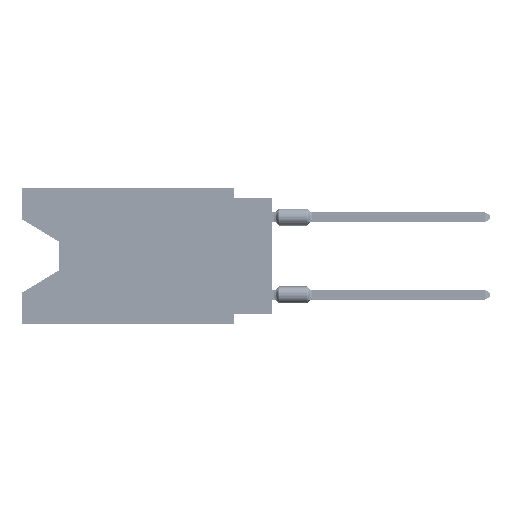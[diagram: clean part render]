
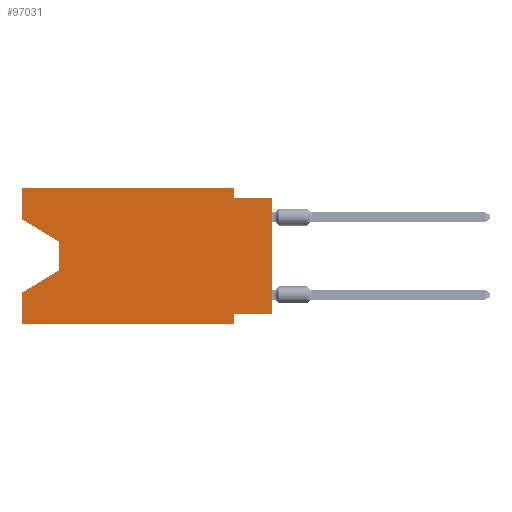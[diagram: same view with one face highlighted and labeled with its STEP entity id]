
A CAD part, left-side view. The second image highlights one B-rep face of the part: STEP entity #97031.
In plain terms, the highlighted planar face has unit normal (-1, 0, 0).
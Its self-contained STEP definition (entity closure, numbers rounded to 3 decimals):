
#481 = DIRECTION ( 'NONE',  ( 0., -0.855, -0.519 ) ) ;
#1366 = DIRECTION ( 'NONE',  ( 0., -1., 0. ) ) ;
#2716 = ORIENTED_EDGE ( 'NONE', *, *, #73997, .F. ) ;
#4512 = EDGE_CURVE ( 'NONE', #47579, #62648, #81653, .T. ) ;
#4660 = EDGE_CURVE ( 'NONE', #91149, #77249, #50970, .T. ) ;
#4783 = EDGE_CURVE ( 'NONE', #90663, #47579, #64684, .T. ) ;
#4793 = VECTOR ( 'NONE', #21606, 1000. ) ;
#4909 = LINE ( 'NONE', #50489, #4793 ) ;
#6600 = DIRECTION ( 'NONE',  ( 0., 0., -1. ) ) ;
#7058 = CARTESIAN_POINT ( 'NONE',  ( 0., 16.383, -6.852 ) ) ;
#7604 = CARTESIAN_POINT ( 'NONE',  ( 0., 16.383, 0. ) ) ;
#8812 = VECTOR ( 'NONE', #1366, 1000. ) ;
#9561 = ORIENTED_EDGE ( 'NONE', *, *, #4512, .F. ) ;
#10049 = CARTESIAN_POINT ( 'NONE',  ( 0., 13.97, -3.505 ) ) ;
#12469 = CARTESIAN_POINT ( 'NONE',  ( 0., 16.383, 0. ) ) ;
#12692 = FACE_OUTER_BOUND ( 'NONE', #28322, .T. ) ;
#13204 = VECTOR ( 'NONE', #41381, 1000. ) ;
#15705 = AXIS2_PLACEMENT_3D ( 'NONE', #74505, #59294, #6600 ) ;
#16672 = DIRECTION ( 'NONE',  ( 0., 0., 1. ) ) ;
#17188 = DIRECTION ( 'NONE',  ( 0., -1., 0. ) ) ;
#17683 = VECTOR ( 'NONE', #44826, 1000. ) ;
#18087 = EDGE_CURVE ( 'NONE', #24965, #61870, #47584, .T. ) ;
#18456 = CARTESIAN_POINT ( 'NONE',  ( 0., 0., -0.635 ) ) ;
#19972 = CARTESIAN_POINT ( 'NONE',  ( 0., 2.54, 0. ) ) ;
#20853 = EDGE_CURVE ( 'NONE', #77249, #67952, #59041, .T. ) ;
#21606 = DIRECTION ( 'NONE',  ( 0., 0., 1. ) ) ;
#24965 = VERTEX_POINT ( 'NONE', #62248 ) ;
#25680 = DIRECTION ( 'NONE',  ( 0., 1., 0. ) ) ;
#27833 = VECTOR ( 'NONE', #64171, 1000. ) ;
#28095 = EDGE_CURVE ( 'NONE', #65740, #67952, #57218, .T. ) ;
#28322 = EDGE_LOOP ( 'NONE', ( #76062, #66020, #92407, #43469, #95367, #83808, #70708, #94524, #2716, #9561, #47956, #31729 ) ) ;
#31729 = ORIENTED_EDGE ( 'NONE', *, *, #72767, .F. ) ;
#31871 = LINE ( 'NONE', #77984, #54733 ) ;
#34795 = CARTESIAN_POINT ( 'NONE',  ( 0., 0., -8.255 ) ) ;
#36566 = VERTEX_POINT ( 'NONE', #41915 ) ;
#39192 = EDGE_CURVE ( 'NONE', #54260, #24965, #40946, .T. ) ;
#40111 = CARTESIAN_POINT ( 'NONE',  ( 0., 16.383, -8.89 ) ) ;
#40686 = VECTOR ( 'NONE', #25680, 1000. ) ;
#40946 = LINE ( 'NONE', #10049, #45294 ) ;
#41381 = DIRECTION ( 'NONE',  ( 0., -1., 0. ) ) ;
#41915 = CARTESIAN_POINT ( 'NONE',  ( 0., 0., -0.635 ) ) ;
#41974 = VECTOR ( 'NONE', #16672, 1000. ) ;
#43469 = ORIENTED_EDGE ( 'NONE', *, *, #45189, .F. ) ;
#44780 = VERTEX_POINT ( 'NONE', #84030 ) ;
#44826 = DIRECTION ( 'NONE',  ( 0., 0., -1. ) ) ;
#45189 = EDGE_CURVE ( 'NONE', #65740, #61870, #4909, .T. ) ;
#45294 = VECTOR ( 'NONE', #81478, 1000. ) ;
#47579 = VERTEX_POINT ( 'NONE', #19972 ) ;
#47584 = LINE ( 'NONE', #55702, #62518 ) ;
#47956 = ORIENTED_EDGE ( 'NONE', *, *, #4783, .F. ) ;
#49039 = EDGE_CURVE ( 'NONE', #91149, #36566, #50983, .T. ) ;
#50489 = CARTESIAN_POINT ( 'NONE',  ( 0., 16.383, 0. ) ) ;
#50970 = LINE ( 'NONE', #34795, #40686 ) ;
#50983 = LINE ( 'NONE', #81904, #52315 ) ;
#52315 = VECTOR ( 'NONE', #58119, 1000. ) ;
#54260 = VERTEX_POINT ( 'NONE', #98403 ) ;
#54733 = VECTOR ( 'NONE', #481, 1000. ) ;
#55702 = CARTESIAN_POINT ( 'NONE',  ( 0., 13.97, -5.385 ) ) ;
#56208 = CARTESIAN_POINT ( 'NONE',  ( 0., 16.383, -8.89 ) ) ;
#57218 = LINE ( 'NONE', #56208, #90603 ) ;
#58119 = DIRECTION ( 'NONE',  ( 0., 0., 1. ) ) ;
#59041 = LINE ( 'NONE', #89425, #17683 ) ;
#59294 = DIRECTION ( 'NONE',  ( 1., 0., 0. ) ) ;
#60830 = CARTESIAN_POINT ( 'NONE',  ( 0., 2.54, 0. ) ) ;
#61693 = LINE ( 'NONE', #18456, #8812 ) ;
#61811 = DIRECTION ( 'NONE',  ( 0., 0.855, -0.519 ) ) ;
#61870 = VERTEX_POINT ( 'NONE', #7058 ) ;
#62248 = CARTESIAN_POINT ( 'NONE',  ( 0., 13.97, -5.385 ) ) ;
#62518 = VECTOR ( 'NONE', #61811, 1000. ) ;
#62648 = VERTEX_POINT ( 'NONE', #81335 ) ;
#64171 = DIRECTION ( 'NONE',  ( 0., 0., -1. ) ) ;
#64214 = CARTESIAN_POINT ( 'NONE',  ( 0., 16.383, 0. ) ) ;
#64684 = LINE ( 'NONE', #12469, #13204 ) ;
#65740 = VERTEX_POINT ( 'NONE', #40111 ) ;
#66020 = ORIENTED_EDGE ( 'NONE', *, *, #39192, .T. ) ;
#67952 = VERTEX_POINT ( 'NONE', #73896 ) ;
#70708 = ORIENTED_EDGE ( 'NONE', *, *, #4660, .F. ) ;
#72522 = CARTESIAN_POINT ( 'NONE',  ( 0., 2.54, -8.255 ) ) ;
#72669 = EDGE_CURVE ( 'NONE', #44780, #54260, #31871, .T. ) ;
#72767 = EDGE_CURVE ( 'NONE', #44780, #90663, #77006, .T. ) ;
#73896 = CARTESIAN_POINT ( 'NONE',  ( 0., 2.54, -8.89 ) ) ;
#73997 = EDGE_CURVE ( 'NONE', #62648, #36566, #61693, .T. ) ;
#74505 = CARTESIAN_POINT ( 'NONE',  ( 0., 16.383, 0. ) ) ;
#76004 = PLANE ( 'NONE',  #15705 ) ;
#76062 = ORIENTED_EDGE ( 'NONE', *, *, #72669, .T. ) ;
#77006 = LINE ( 'NONE', #7604, #41974 ) ;
#77249 = VERTEX_POINT ( 'NONE', #72522 ) ;
#77984 = CARTESIAN_POINT ( 'NONE',  ( 0., 16.383, -2.038 ) ) ;
#81335 = CARTESIAN_POINT ( 'NONE',  ( 0., 2.54, -0.635 ) ) ;
#81478 = DIRECTION ( 'NONE',  ( 0., 0., -1. ) ) ;
#81653 = LINE ( 'NONE', #60830, #27833 ) ;
#81904 = CARTESIAN_POINT ( 'NONE',  ( 0., 0., 0. ) ) ;
#83808 = ORIENTED_EDGE ( 'NONE', *, *, #20853, .F. ) ;
#84030 = CARTESIAN_POINT ( 'NONE',  ( 0., 16.383, -2.038 ) ) ;
#86897 = CARTESIAN_POINT ( 'NONE',  ( 0., 0., -8.255 ) ) ;
#89425 = CARTESIAN_POINT ( 'NONE',  ( 0., 2.54, -8.89 ) ) ;
#90603 = VECTOR ( 'NONE', #17188, 1000. ) ;
#90663 = VERTEX_POINT ( 'NONE', #64214 ) ;
#91149 = VERTEX_POINT ( 'NONE', #86897 ) ;
#92407 = ORIENTED_EDGE ( 'NONE', *, *, #18087, .T. ) ;
#94524 = ORIENTED_EDGE ( 'NONE', *, *, #49039, .T. ) ;
#95367 = ORIENTED_EDGE ( 'NONE', *, *, #28095, .T. ) ;
#97031 = ADVANCED_FACE ( 'NONE', ( #12692 ), #76004, .F. ) ;
#98403 = CARTESIAN_POINT ( 'NONE',  ( 0., 13.97, -3.505 ) ) ;
